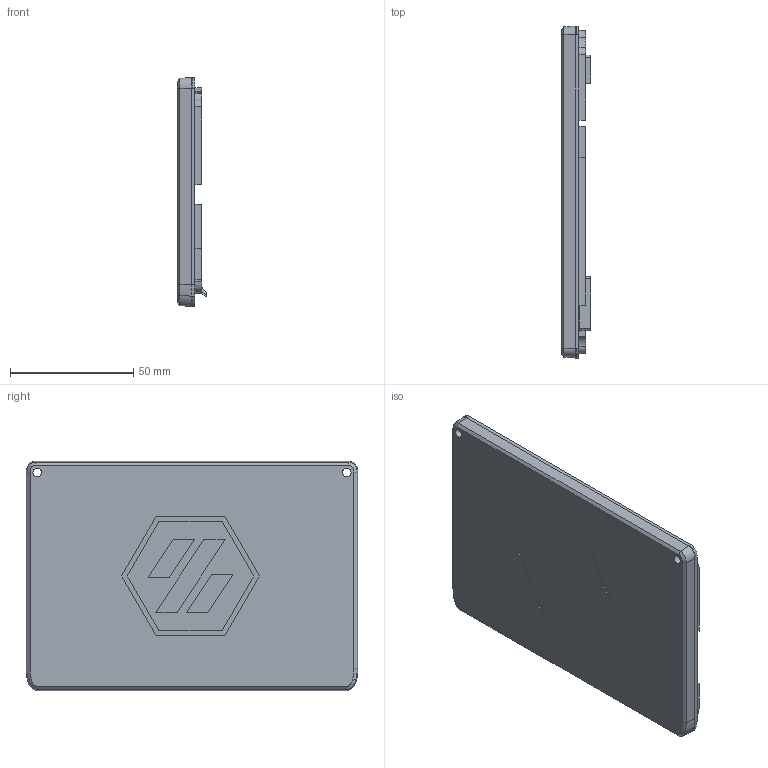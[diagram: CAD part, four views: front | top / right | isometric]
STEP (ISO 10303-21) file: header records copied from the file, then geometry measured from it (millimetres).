
FILE_DESCRIPTION(/* description */ (''),/* implementation_level */ '2;1');
FILE_NAME(/* name */ '',/* time_stamp */ '2025-06-22T11:09:44+03:00',/* author */ (''),/* organization */ (''),/* preprocessor_version */ 'ST-DEVELOPER v20.1',/* originating_system */ 'Autodesk Translation Framework v14.10.0.0',/* authorisation */ '');
FILE_SCHEMA (('AUTOMOTIVE_DESIGN { 1 0 10303 214 3 1 1 }'));
Length unit declared in the file: millimetre
Products named in the file (1): 维修盖^Copy of 2.4小书包_voron 小书包 
 sfs  带fan 低成本涡轮套件_默认.
STEP_默认
Bounding box: 11.8 x 134.8 x 93.18 mm (x, y, z)
Volume: 38226.3 mm3; surface area: 31764.8 mm2
Topology: 1 solids, 1 shells, 177 faces, 452 edges, 283 vertices
Faces by surface type: plane 107, cylinder 32, bspline 24, cone 14
Full cylindrical faces by diameter (mm): 3.5 x2
Entity records: 6373 total; most frequent: CARTESIAN_POINT 2139, ORIENTED_EDGE 904, DIRECTION 808, EDGE_CURVE 452, LINE 328, VECTOR 328, VERTEX_POINT 283, AXIS2_PLACEMENT_3D 240
